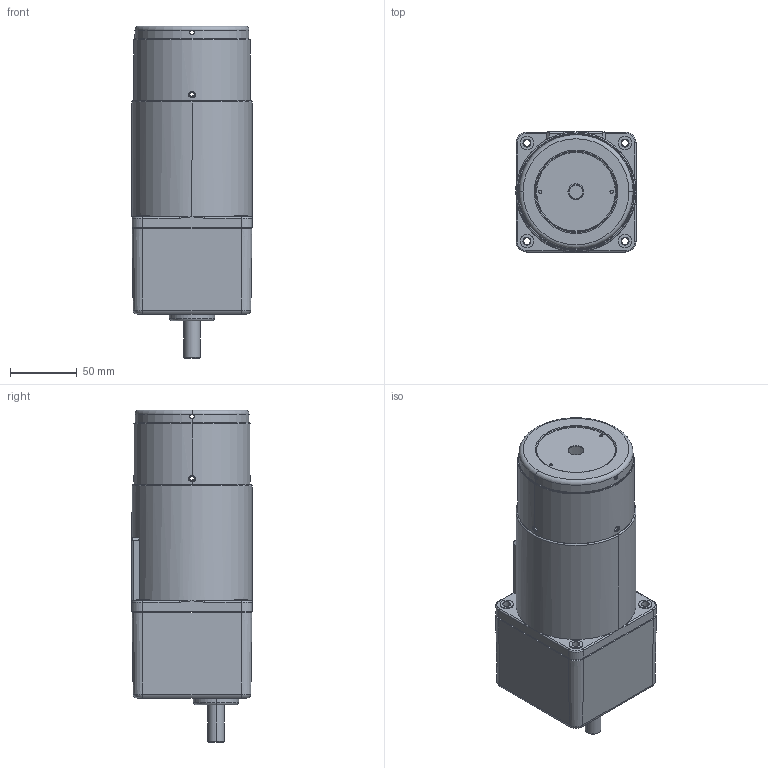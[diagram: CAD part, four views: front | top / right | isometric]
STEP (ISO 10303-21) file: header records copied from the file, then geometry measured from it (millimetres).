
FILE_DESCRIPTION (( 'STEP AP203' ), '1' );
FILE_NAME ('5RK40.60(R)GN-CM.STEP', '2022-08-25T03:05:05', ( '' ), ( 'Microsoft' ), 'SwSTEP 2.0', 'SolidWorks 2020', '' );
FILE_SCHEMA (( 'CONFIG_CONTROL_DESIGN' ));
Length unit declared in the file: millimetre
Products named in the file (1): 5RK40.60(R)GN-CM
Bounding box: 90 x 90 x 249 mm (x, y, z)
Surface area: 133911.5 mm2 (no closed solid volume)
Topology: 0 solids, 12 shells, 244 faces, 670 edges, 432 vertices
Faces by surface type: cylinder 116, plane 50, cone 46, torus 24, bspline 8
Entity records: 9794 total; most frequent: CARTESIAN_POINT 3477, DIRECTION 1374, ORIENTED_EDGE 1204, EDGE_CURVE 662, AXIS2_PLACEMENT_3D 569, VERTEX_POINT 432, CIRCLE 332, EDGE_LOOP 307
